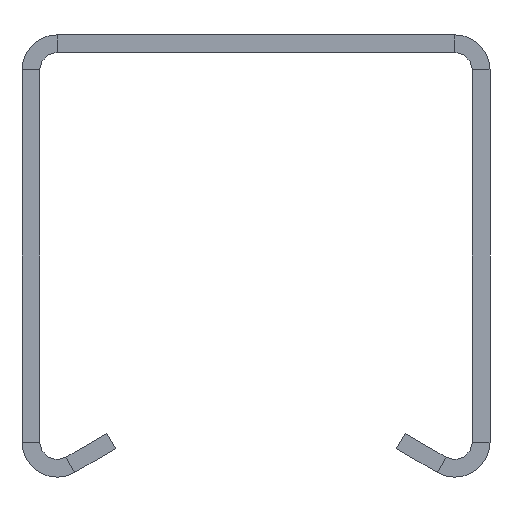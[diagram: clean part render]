
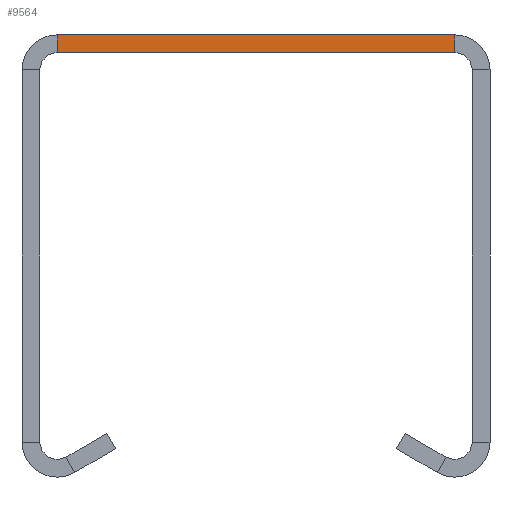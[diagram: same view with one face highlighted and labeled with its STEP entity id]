
A CAD part, front view. The second image highlights one B-rep face of the part: STEP entity #9564.
In plain terms, the highlighted planar face has unit normal (0, -1, 0).
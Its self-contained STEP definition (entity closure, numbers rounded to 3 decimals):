
#1553=DIRECTION('',(0.,0.,-1.));
#1554=VECTOR('',#1553,1.5);
#1555=CARTESIAN_POINT('',(17.,-1000.,0.));
#1556=LINE('',#1555,#1554);
#1557=DIRECTION('',(1.,0.,0.));
#1558=VECTOR('',#1557,34.);
#1559=CARTESIAN_POINT('',(-17.,-1000.,-1.5));
#1560=LINE('',#1559,#1558);
#1561=DIRECTION('',(1.,0.,0.));
#1562=VECTOR('',#1561,34.);
#1563=CARTESIAN_POINT('',(-17.,-1000.,0.));
#1564=LINE('',#1563,#1562);
#3073=DIRECTION('',(0.,0.,-1.));
#3074=VECTOR('',#3073,1.5);
#3075=CARTESIAN_POINT('',(-17.,-1000.,0.));
#3076=LINE('',#3075,#3074);
#6586=CARTESIAN_POINT('',(17.,-1000.,0.));
#6588=VERTEX_POINT('',#6586);
#6598=CARTESIAN_POINT('',(-17.,-1000.,0.));
#6600=VERTEX_POINT('',#6598);
#6618=CARTESIAN_POINT('',(17.,-1000.,-1.5));
#6620=VERTEX_POINT('',#6618);
#6630=CARTESIAN_POINT('',(-17.,-1000.,-1.5));
#6632=VERTEX_POINT('',#6630);
#9550=CARTESIAN_POINT('',(0.,-1000.,-0.75));
#9551=DIRECTION('',(0.,-1.,0.));
#9552=DIRECTION('',(1.,0.,0.));
#9553=AXIS2_PLACEMENT_3D('',#9550,#9551,#9552);
#9554=PLANE('',#9553);
#9556=ORIENTED_EDGE('',*,*,#9555,.T.);
#9558=ORIENTED_EDGE('',*,*,#9557,.F.);
#9560=ORIENTED_EDGE('',*,*,#9559,.F.);
#9561=ORIENTED_EDGE('',*,*,#9141,.T.);
#9562=EDGE_LOOP('',(#9556,#9558,#9560,#9561));
#9563=FACE_OUTER_BOUND('',#9562,.F.);
#9564=ADVANCED_FACE('',(#9563),#9554,.T.);
#9141=EDGE_CURVE('',#6600,#6588,#1564,.T.);
#9555=EDGE_CURVE('',#6588,#6620,#1556,.T.);
#9557=EDGE_CURVE('',#6632,#6620,#1560,.T.);
#9559=EDGE_CURVE('',#6600,#6632,#3076,.T.);
